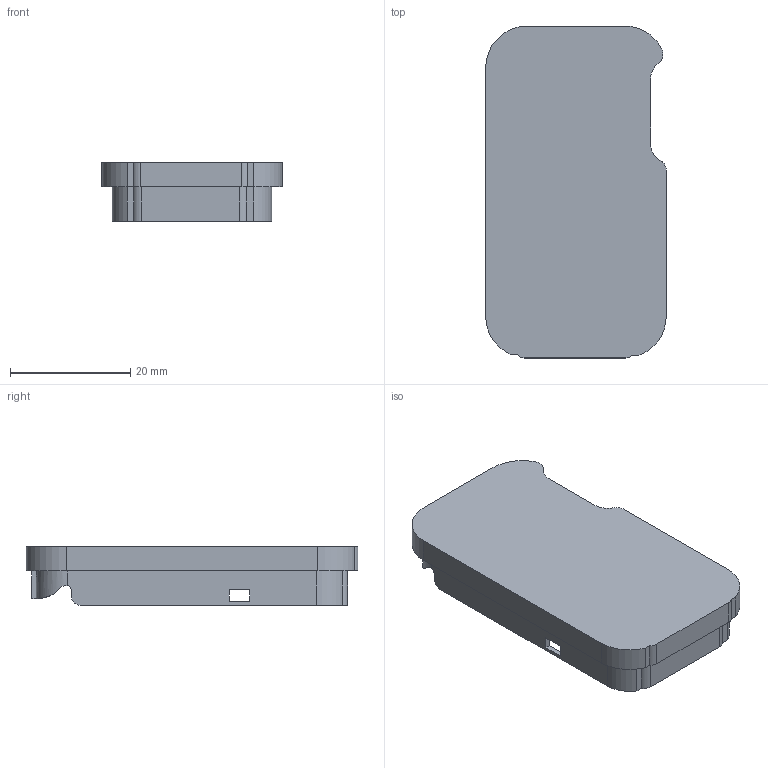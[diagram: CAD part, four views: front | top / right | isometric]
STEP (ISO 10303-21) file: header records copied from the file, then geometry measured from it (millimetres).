
FILE_DESCRIPTION( ( '' ), ' ' );
FILE_NAME( '5c145fdb3fd8de150b0686c1.step', '2018-12-15T01:58:52', ( '' ), ( '' ), ' ', ' ', ' ' );
FILE_SCHEMA( ( 'AUTOMOTIVE_DESIGN { 1 0 10303 214 1 1 1 1 }' ) );
Length unit declared in the file: metre
Products named in the file (1): part
Bounding box: 30.01 x 55.23 x 9.7 mm (x, y, z)
Volume: 3333.7 mm3; surface area: 5851.2 mm2
Topology: 1 solids, 1 shells, 100 faces, 285 edges, 190 vertices
Faces by surface type: plane 60, cylinder 38, cone 2
Full cylindrical faces by diameter (mm): 10 x2
Entity records: 4168 total; most frequent: CARTESIAN_POINT 675, ORIENTED_EDGE 566, DIRECTION 550, EDGE_CURVE 283, LINE 196, VECTOR 196, VERTEX_POINT 190, AXIS2_PLACEMENT_3D 177
